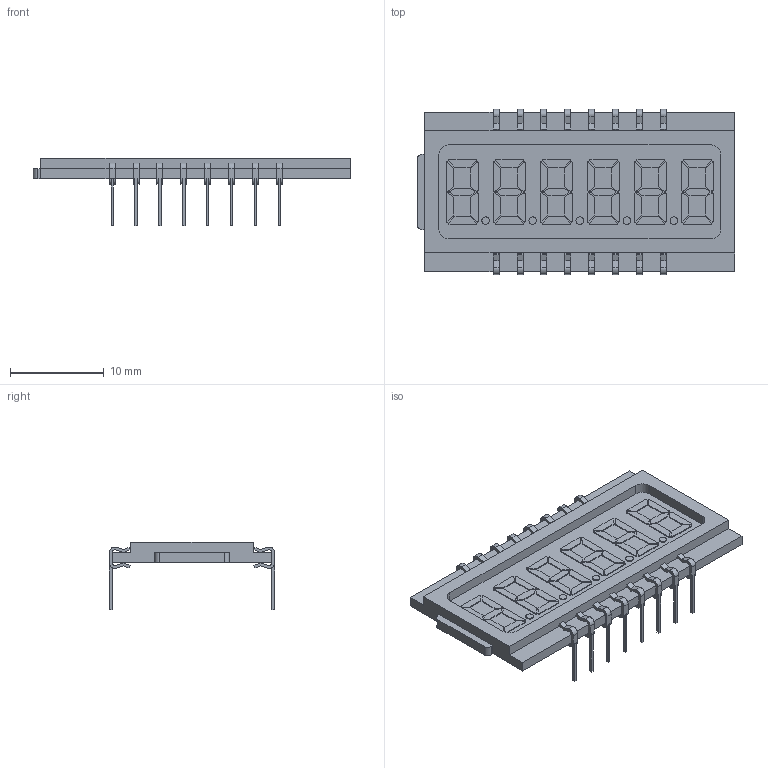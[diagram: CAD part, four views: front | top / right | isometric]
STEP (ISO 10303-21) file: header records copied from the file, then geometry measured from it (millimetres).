
FILE_DESCRIPTION (( 'STEP AP214' ), '1' );
FILE_NAME ('HXT10811RPB without glass.STEP', '2022-12-12T14:28:11', ( 'Zhukovsky' ), ( '' ), 'SwSTEP 2.0', 'SolidWorks 2017', '' );
FILE_SCHEMA (( 'AUTOMOTIVE_DESIGN' ));
Length unit declared in the file: millimetre
Products named in the file (1): HXT10811RPB without glass
Bounding box: 33.8 x 17.59 x 7.2 mm (x, y, z)
Volume: 798.4 mm3; surface area: 1722 mm2
Topology: 19 solids, 19 shells, 752 faces, 1998 edges, 1332 vertices
Faces by surface type: plane 538, cylinder 214
Entity records: 31502 total; most frequent: CARTESIAN_POINT 4083, ORIENTED_EDGE 3996, DIRECTION 3960, EDGE_CURVE 1998, VECTOR 1542, LINE 1542, VERTEX_POINT 1332, AXIS2_PLACEMENT_3D 1209
